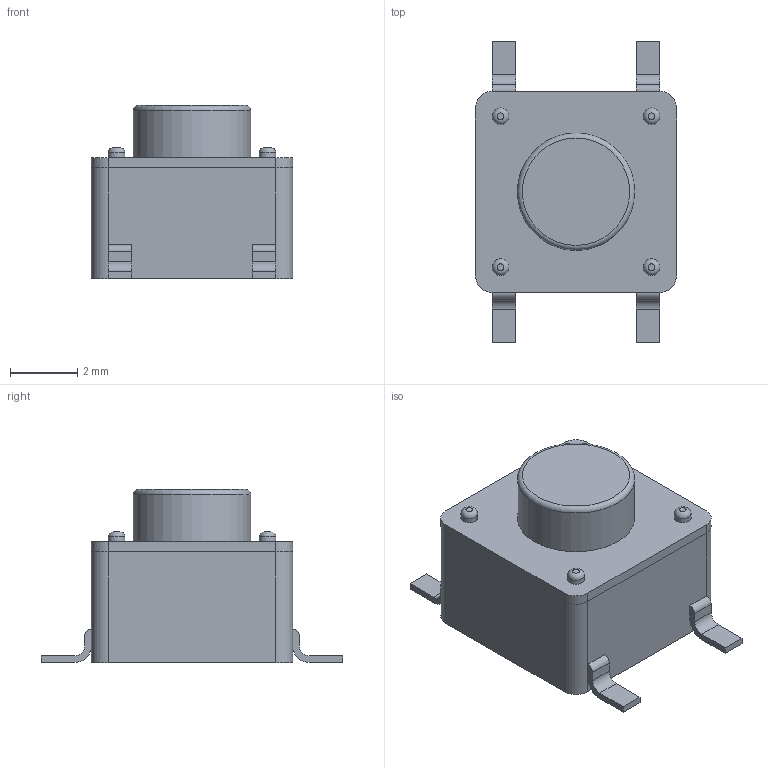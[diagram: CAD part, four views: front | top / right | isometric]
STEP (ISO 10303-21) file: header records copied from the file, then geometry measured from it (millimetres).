
FILE_DESCRIPTION(/* description */ ('Unknown'),/* implementation_level */ '2;1');
FILE_NAME(/* name */ 'Small_pushbutton_pad',/* time_stamp */ '2024-07-14T07:13:40+03:00',/* author */ ('Unknown'),/* organization */ ('Unknown'),/* preprocessor_version */ 'ST-DEVELOPER v19.4',/* originating_system */ 'Solid Edge',/* authorisation */ 'Unknown');
FILE_SCHEMA (('AUTOMOTIVE_DESIGN {1 0 10303 214 3 1 1}'));
Length unit declared in the file: millimetre
Products named in the file (4): Small_pushbutton_pad; Button_body; Button_plate; Button_pad
Assembly tree (6 placements, depth 2):
  Small_pushbutton_pad
    Button_body
    Button_plate
    Button_pad  x4
Bounding box: 6 x 9 x 5.16 mm (x, y, z)
Volume: 145.2 mm3; surface area: 250 mm2
Topology: 6 solids, 6 shells, 80 faces, 189 edges, 126 vertices
Faces by surface type: plane 45, cylinder 30, torus 5
Full cylindrical faces by diameter (mm): 0.5 x8, 3.5 x2
Entity records: 1474 total; most frequent: DIRECTION 258, CARTESIAN_POINT 227, ORIENTED_EDGE 194, AXIS2_PLACEMENT_3D 104, EDGE_CURVE 97, EDGE_LOOP 80, FACE_BOUND 80, VERTEX_POINT 73
